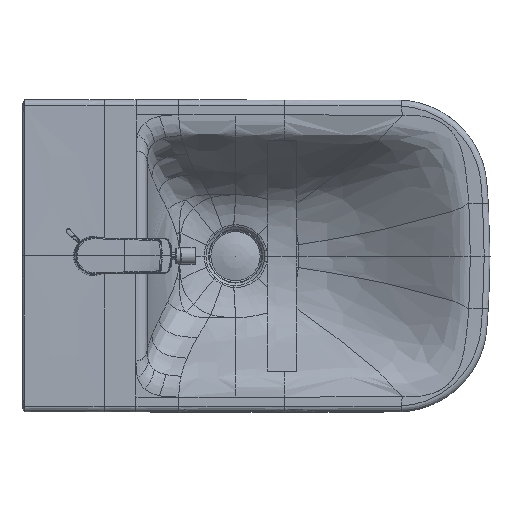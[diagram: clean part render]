
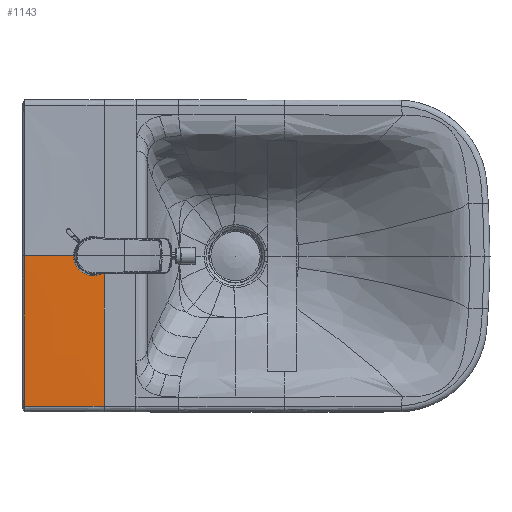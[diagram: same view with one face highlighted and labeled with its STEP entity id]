
A CAD part, top view. The second image highlights one B-rep face of the part: STEP entity #1143.
In plain terms, the highlighted free-form (B-spline) face has degree [3, 3] with [4, 4] control points.
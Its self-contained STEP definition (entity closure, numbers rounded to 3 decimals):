
#750=CARTESIAN_POINT('',(100.0,-14.579,0.));
#751=VERTEX_POINT('',#750);
#776=CARTESIAN_POINT('',(67.577,0.,0.21));
#777=VERTEX_POINT('',#776);
#785=CARTESIAN_POINT('',(67.577,0.,0.21));
#786=CARTESIAN_POINT('',(67.577,-2.123,0.21));
#787=CARTESIAN_POINT('',(68.279,-6.383,0.201));
#788=CARTESIAN_POINT('',(71.327,-12.094,0.164));
#789=CARTESIAN_POINT('',(76.087,-16.542,0.113));
#790=CARTESIAN_POINT('',(81.988,-19.192,0.063));
#791=CARTESIAN_POINT('',(88.458,-19.807,0.024));
#792=CARTESIAN_POINT('',(94.753,-18.298,0.003));
#793=CARTESIAN_POINT('',(98.414,-15.989,0.));
#794=CARTESIAN_POINT('',(100.,-14.579,0.));
#795=B_SPLINE_CURVE_WITH_KNOTS('',3,(#785,#786,#787,#788,#789,#790,#791,#792,#793,#794),.UNSPECIFIED.,.F.,.U.,(4,1,1,1,1,1,1,4),(-4.457,-3.821,-3.184,-2.547,-1.91,-1.274,-0.637,0.),.UNSPECIFIED.);
#796=EDGE_CURVE('',#777,#751,#795,.T.);
#1008=CARTESIAN_POINT('',(100.,-183.,0.));
#1009=VERTEX_POINT('',#1008);
#1010=CARTESIAN_POINT('',(100.0,-14.579,0.));
#1011=DIRECTION('',(0.0,-1.0,0.0));
#1012=VECTOR('',#1011,168.421);
#1013=LINE('',#1010,#1012);
#1014=EDGE_CURVE('',#751,#1009,#1013,.T.);
#1069=CARTESIAN_POINT('',(2.698,0.,1.894));
#1070=CARTESIAN_POINT('',(35.126,0.,0.631));
#1071=CARTESIAN_POINT('',(67.56,0.,0.));
#1072=CARTESIAN_POINT('',(100.0,0.,0.));
#1073=CARTESIAN_POINT('',(2.698,-61.05,1.894));
#1074=CARTESIAN_POINT('',(35.126,-61.048,0.631));
#1075=CARTESIAN_POINT('',(67.561,-61.046,0.));
#1076=CARTESIAN_POINT('',(100.0,-61.046,0.));
#1077=CARTESIAN_POINT('',(2.698,-122.1,1.339));
#1078=CARTESIAN_POINT('',(35.13,-122.099,0.827));
#1079=CARTESIAN_POINT('',(67.564,-122.091,0.));
#1080=CARTESIAN_POINT('',(100.0,-122.091,0.));
#1081=CARTESIAN_POINT('',(2.698,-183.138,0.138));
#1082=CARTESIAN_POINT('',(35.132,-183.137,0.087));
#1083=CARTESIAN_POINT('',(67.566,-183.137,0.));
#1084=CARTESIAN_POINT('',(100.0,-183.137,0.));
#1085=B_SPLINE_SURFACE_WITH_KNOTS('',3,3,((#1069,#1073,#1077,#1081),(#1070,#1074,#1078,#1082),(#1071,#1075,#1079,#1083),(#1072,#1076,#1080,#1084)),.UNSPECIFIED.,.F.,.F.,.U.,(4,4),(4,4),(2.699,100.02),(0.0,183.142),.UNSPECIFIED.);
#1086=ORIENTED_EDGE('',*,*,#796,.F.);
#1087=CARTESIAN_POINT('',(2.698,0.,1.894));
#1088=VERTEX_POINT('',#1087);
#1089=CARTESIAN_POINT('',(2.698,0.,1.894));
#1090=CARTESIAN_POINT('',(24.318,0.,1.052));
#1091=CARTESIAN_POINT('',(45.946,0.,0.491));
#1092=CARTESIAN_POINT('',(67.577,0.,0.21));
#1093=B_SPLINE_CURVE_WITH_KNOTS('',3,(#1089,#1090,#1091,#1092),.UNSPECIFIED.,.F.,.U.,(4,4),(3.818,95.595),.UNSPECIFIED.);
#1094=EDGE_CURVE('',#1088,#777,#1093,.T.);
#1095=ORIENTED_EDGE('',*,*,#1094,.F.);
#1096=CARTESIAN_POINT('',(2.7,-179.257,0.213));
#1097=VERTEX_POINT('',#1096);
#1098=CARTESIAN_POINT('',(2.698,0.,1.894));
#1099=CARTESIAN_POINT('',(2.698,-3.731,1.894));
#1100=CARTESIAN_POINT('',(2.698,-7.462,1.891));
#1101=CARTESIAN_POINT('',(2.698,-14.925,1.883));
#1102=CARTESIAN_POINT('',(2.698,-18.656,1.877));
#1103=CARTESIAN_POINT('',(2.698,-29.851,1.852));
#1104=CARTESIAN_POINT('',(2.698,-37.313,1.827));
#1105=CARTESIAN_POINT('',(2.699,-59.701,1.725));
#1106=CARTESIAN_POINT('',(2.699,-74.626,1.623));
#1107=CARTESIAN_POINT('',(2.7,-119.454,1.208));
#1108=CARTESIAN_POINT('',(2.7,-149.357,0.788));
#1109=CARTESIAN_POINT('',(2.7,-179.257,0.213));
#1110=B_SPLINE_CURVE_WITH_KNOTS('',3,(#1098,#1099,#1100,#1101,#1102,#1103,#1104,#1105,#1106,#1107,#1108,#1109),.UNSPECIFIED.,.F.,.U.,(4,2,2,2,2,4),(-17.927,-16.807,-15.688,-13.449,-8.972,0.),.UNSPECIFIED.);
#1111=EDGE_CURVE('',#1088,#1097,#1110,.T.);
#1112=ORIENTED_EDGE('',*,*,#1111,.T.);
#1113=CARTESIAN_POINT('',(2.888,-183.138,0.137));
#1114=VERTEX_POINT('',#1113);
#1115=CARTESIAN_POINT('',(2.7,-179.257,0.213));
#1116=CARTESIAN_POINT('',(2.7,-179.906,0.201));
#1117=CARTESIAN_POINT('',(2.718,-180.557,0.188));
#1118=CARTESIAN_POINT('',(2.782,-181.849,0.163));
#1119=CARTESIAN_POINT('',(2.829,-182.495,0.15));
#1120=CARTESIAN_POINT('',(2.888,-183.138,0.137));
#1121=B_SPLINE_CURVE_WITH_KNOTS('',3,(#1115,#1116,#1117,#1118,#1119,#1120),.UNSPECIFIED.,.F.,.U.,(4,2,4),(-0.388,-0.194,0.),.UNSPECIFIED.);
#1122=EDGE_CURVE('',#1114,#1097,#1121,.F.);
#1123=ORIENTED_EDGE('',*,*,#1122,.F.);
#1124=CARTESIAN_POINT('',(100.,-183.,0.));
#1125=CARTESIAN_POINT('',(92.454,-183.,0.));
#1126=CARTESIAN_POINT('',(84.507,-183.005,0.005));
#1127=CARTESIAN_POINT('',(76.999,-183.013,0.013));
#1128=CARTESIAN_POINT('',(64.633,-183.025,0.026));
#1129=CARTESIAN_POINT('',(52.266,-183.047,0.048));
#1130=CARTESIAN_POINT('',(39.899,-183.07,0.071));
#1131=CARTESIAN_POINT('',(30.089,-183.088,0.09));
#1132=CARTESIAN_POINT('',(20.278,-183.107,0.109));
#1133=CARTESIAN_POINT('',(10.467,-183.124,0.125));
#1134=CARTESIAN_POINT('',(7.91,-183.129,0.13));
#1135=CARTESIAN_POINT('',(5.368,-183.133,0.134));
#1136=CARTESIAN_POINT('',(2.888,-183.137,0.137));
#1137=B_SPLINE_CURVE_WITH_KNOTS('',3,(#1124,#1125,#1126,#1127,#1128,#1129,#1130,#1131,#1132,#1133,#1134,#1135,#1136),.UNSPECIFIED.,.F.,.U.,(4,3,3,3,4),(355.92,387.783,440.26,481.886,492.736),.UNSPECIFIED.);
#1138=EDGE_CURVE('',#1114,#1009,#1137,.F.);
#1139=ORIENTED_EDGE('',*,*,#1138,.T.);
#1140=ORIENTED_EDGE('',*,*,#1014,.F.);
#1141=EDGE_LOOP('',(#1086,#1095,#1112,#1123,#1139,#1140));
#1142=FACE_OUTER_BOUND('',#1141,.T.);
#1143=ADVANCED_FACE('',(#1142),#1085,.F.);
